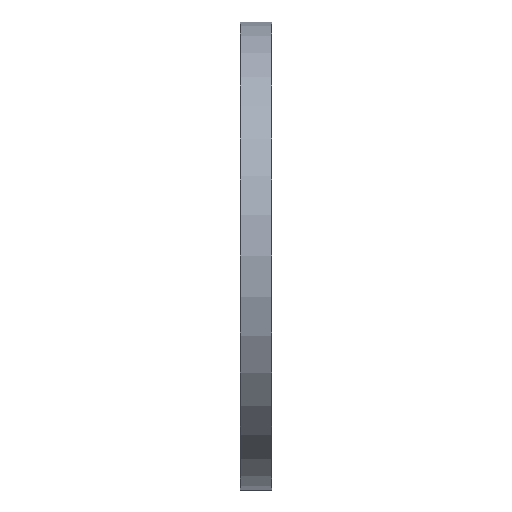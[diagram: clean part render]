
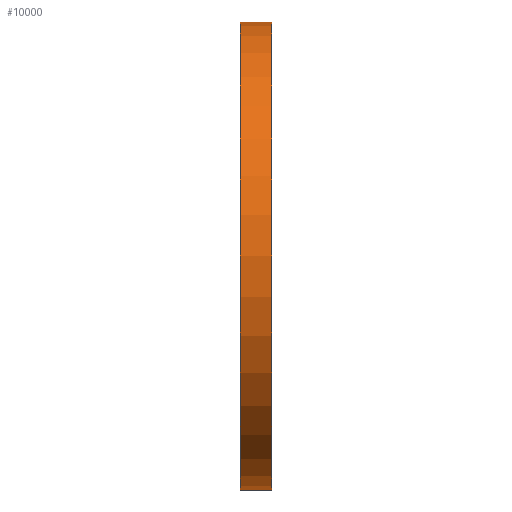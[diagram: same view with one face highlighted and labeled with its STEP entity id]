
A CAD part, left-side view. The second image highlights one B-rep face of the part: STEP entity #10000.
In plain terms, the highlighted cylindrical face has radius 60 mm (diameter 120 mm), a partial arc.
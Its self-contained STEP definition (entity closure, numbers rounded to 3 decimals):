
#8 = DIRECTION ( 'NONE',  ( 0., 1., 0. ) ) ;
#355 = VERTEX_POINT ( 'NONE', #3723 ) ;
#780 = CARTESIAN_POINT ( 'NONE',  ( 0., 8., 60. ) ) ;
#1130 = CARTESIAN_POINT ( 'NONE',  ( 0., 8., 60. ) ) ;
#2882 = VERTEX_POINT ( 'NONE', #11850 ) ;
#2923 = CARTESIAN_POINT ( 'NONE',  ( 0., 8., -60. ) ) ;
#3723 = CARTESIAN_POINT ( 'NONE',  ( 0., 0., 60. ) ) ;
#3726 = ORIENTED_EDGE ( 'NONE', *, *, #7105, .F. ) ;
#3965 = DIRECTION ( 'NONE',  ( 0., 1., 0. ) ) ;
#4004 = LINE ( 'NONE', #780, #11484 ) ;
#4044 = CARTESIAN_POINT ( 'NONE',  ( 0., 8., 0. ) ) ;
#4330 = AXIS2_PLACEMENT_3D ( 'NONE', #4578, #8, #12659 ) ;
#4578 = CARTESIAN_POINT ( 'NONE',  ( 0., 8., 0. ) ) ;
#5718 = EDGE_CURVE ( 'NONE', #2882, #355, #7977, .T. ) ;
#6137 = EDGE_CURVE ( 'NONE', #8078, #2882, #11531, .T. ) ;
#6364 = VECTOR ( 'NONE', #13838, 1000. ) ;
#6389 = DIRECTION ( 'NONE',  ( 0., -1., 0. ) ) ;
#7090 = ORIENTED_EDGE ( 'NONE', *, *, #9038, .F. ) ;
#7105 = EDGE_CURVE ( 'NONE', #8078, #8809, #10629, .T. ) ;
#7340 = AXIS2_PLACEMENT_3D ( 'NONE', #4044, #7373, #7520 ) ;
#7373 = DIRECTION ( 'NONE',  ( 0., -1., 0. ) ) ;
#7520 = DIRECTION ( 'NONE',  ( 0., 0., -1. ) ) ;
#7977 = CIRCLE ( 'NONE', #12346, 60. ) ;
#8051 = ORIENTED_EDGE ( 'NONE', *, *, #6137, .T. ) ;
#8078 = VERTEX_POINT ( 'NONE', #2923 ) ;
#8549 = CARTESIAN_POINT ( 'NONE',  ( 0., 0., 0. ) ) ;
#8732 = FACE_OUTER_BOUND ( 'NONE', #12936, .T. ) ;
#8809 = VERTEX_POINT ( 'NONE', #1130 ) ;
#9038 = EDGE_CURVE ( 'NONE', #8809, #355, #4004, .T. ) ;
#9693 = DIRECTION ( 'NONE',  ( 0., 0., 1. ) ) ;
#10000 = ADVANCED_FACE ( 'NONE', ( #8732 ), #14260, .T. ) ;
#10376 = CARTESIAN_POINT ( 'NONE',  ( 0., 8., -60. ) ) ;
#10629 = CIRCLE ( 'NONE', #4330, 60. ) ;
#11484 = VECTOR ( 'NONE', #6389, 1000. ) ;
#11531 = LINE ( 'NONE', #10376, #6364 ) ;
#11850 = CARTESIAN_POINT ( 'NONE',  ( 0., 0., -60. ) ) ;
#12334 = ORIENTED_EDGE ( 'NONE', *, *, #5718, .T. ) ;
#12346 = AXIS2_PLACEMENT_3D ( 'NONE', #8549, #3965, #9693 ) ;
#12659 = DIRECTION ( 'NONE',  ( 0., 0., 1. ) ) ;
#12936 = EDGE_LOOP ( 'NONE', ( #7090, #3726, #8051, #12334 ) ) ;
#13838 = DIRECTION ( 'NONE',  ( 0., -1., 0. ) ) ;
#14260 = CYLINDRICAL_SURFACE ( 'NONE', #7340, 60. ) ;
